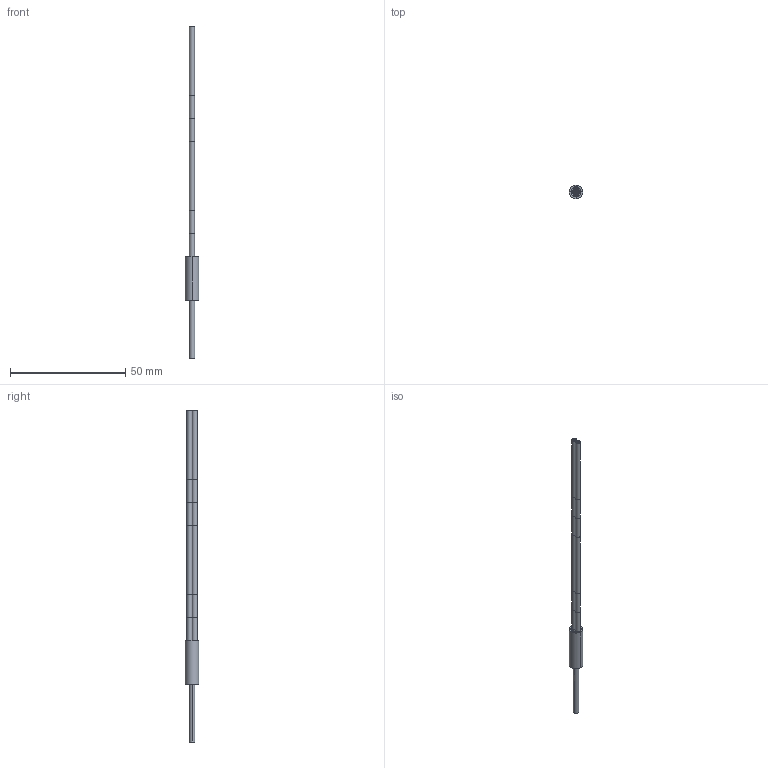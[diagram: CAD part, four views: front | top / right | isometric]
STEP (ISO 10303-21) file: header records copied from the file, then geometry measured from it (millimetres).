
FILE_DESCRIPTION((''),'2;1');
FILE_NAME('188734_ASM','2016-01-12T',('pdmadmin'),(''),'PRO/ENGINEER BY PARAMETRIC TECHNOLOGY CORPORATION, 2013230','PRO/ENGINEER BY PARAMETRIC TECHNOLOGY CORPORATION, 2013230','');
FILE_SCHEMA(('CONFIG_CONTROL_DESIGN'));
Length unit declared in the file: inch
Products named in the file (8): 39267; 39268; 10147; FIBER_CORE_1MM; 10147_BARE_CORE67; 10147_ASM; 42818_ASM; 188734_ASM
Assembly tree (10 placements, depth 4):
  188734_ASM
    42818_ASM
      39267
      39268
      10147_ASM
        10147
        FIBER_CORE_1MM  x2
        10147_BARE_CORE67  x2
      10147
Bounding box: 5.97 x 5.97 x 144.05 mm (x, y, z)
Volume: 1116.7 mm3; surface area: 3374.4 mm2
Topology: 8 solids, 8 shells, 92 faces, 184 edges, 108 vertices
Faces by surface type: cylinder 54, plane 16, bspline 8, torus 8, cone 6
Entity records: 1908 total; most frequent: CARTESIAN_POINT 417, DIRECTION 346, ORIENTED_EDGE 232, AXIS2_PLACEMENT_3D 153, EDGE_CURVE 116, CIRCLE 72, VERTEX_POINT 68, EDGE_LOOP 66
